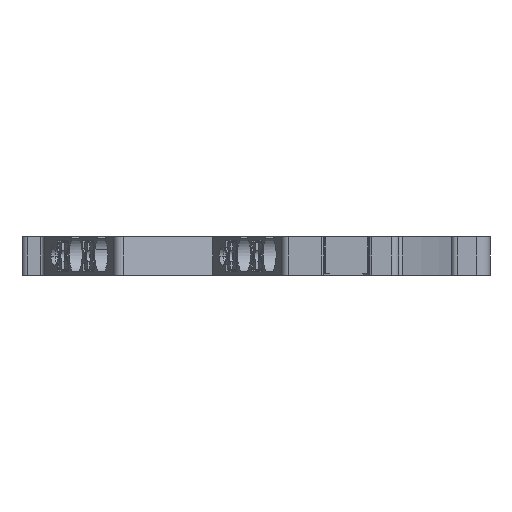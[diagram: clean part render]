
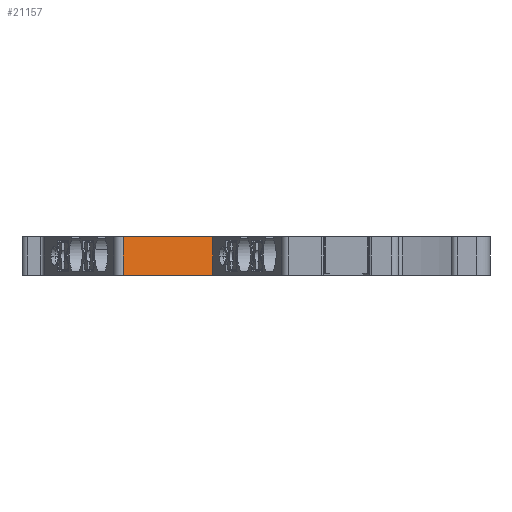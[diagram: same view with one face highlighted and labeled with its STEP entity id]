
A CAD part, left-side view. The second image highlights one B-rep face of the part: STEP entity #21157.
In plain terms, the highlighted planar face has unit normal (-0.94, -0.342, 0).
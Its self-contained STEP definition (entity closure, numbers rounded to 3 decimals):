
#417=DIRECTION('',(0.342,-0.94,0.));
#418=VECTOR('',#417,13.);
#419=CARTESIAN_POINT('',(-27.87,42.905,2.6));
#420=LINE('',#419,#418);
#2457=DIRECTION('',(0.342,-0.94,0.));
#2458=VECTOR('',#2457,13.);
#2459=CARTESIAN_POINT('',(-27.87,42.905,-2.6));
#2460=LINE('',#2459,#2458);
#3304=DIRECTION('',(0.,0.,-1.));
#3305=VECTOR('',#3304,5.2);
#3306=CARTESIAN_POINT('',(-23.424,30.689,2.6));
#3307=LINE('',#3306,#3305);
#3844=DIRECTION('',(0.,0.,-1.));
#3845=VECTOR('',#3844,5.2);
#3846=CARTESIAN_POINT('',(-27.87,42.905,2.6));
#3847=LINE('',#3846,#3845);
#11900=CARTESIAN_POINT('',(-27.87,42.905,2.6));
#11902=VERTEX_POINT('',#11900);
#11903=CARTESIAN_POINT('',(-23.424,30.689,2.6));
#11904=VERTEX_POINT('',#11903);
#12127=CARTESIAN_POINT('',(-27.87,42.905,-2.6));
#12128=VERTEX_POINT('',#12127);
#12129=CARTESIAN_POINT('',(-23.424,30.689,-2.6));
#12130=VERTEX_POINT('',#12129);
#21145=CARTESIAN_POINT('',(-27.87,42.905,2.6));
#21146=DIRECTION('',(-0.94,-0.342,0.));
#21147=DIRECTION('',(0.342,-0.94,0.));
#21148=AXIS2_PLACEMENT_3D('',#21145,#21146,#21147);
#21149=PLANE('',#21148);
#21150=ORIENTED_EDGE('',*,*,#15122,.T.);
#21151=ORIENTED_EDGE('',*,*,#20191,.T.);
#21152=ORIENTED_EDGE('',*,*,#18329,.F.);
#21154=ORIENTED_EDGE('',*,*,#21153,.F.);
#21155=EDGE_LOOP('',(#21150,#21151,#21152,#21154));
#21156=FACE_OUTER_BOUND('',#21155,.F.);
#21157=ADVANCED_FACE('',(#21156),#21149,.T.);
#15122=EDGE_CURVE('',#11902,#11904,#420,.T.);
#18329=EDGE_CURVE('',#12128,#12130,#2460,.T.);
#20191=EDGE_CURVE('',#11904,#12130,#3307,.T.);
#21153=EDGE_CURVE('',#11902,#12128,#3847,.T.);
